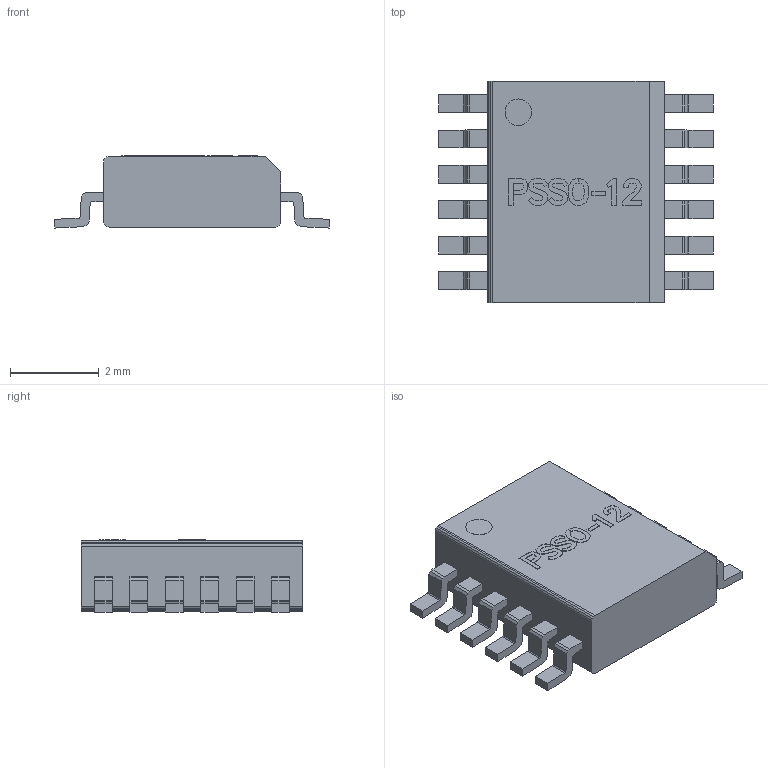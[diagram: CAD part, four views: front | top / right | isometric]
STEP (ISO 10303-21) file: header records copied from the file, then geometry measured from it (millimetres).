
FILE_DESCRIPTION (( 'STEP AP214' ), '1' );
FILE_NAME ('User Library-PSSO-12.STEP', '2010-10-19T00:36:08', ( 'sysAdmin' ), ( 'SolidWorks' ), 'SwSTEP 2.0', 'SolidWorks 2010', '' );
FILE_SCHEMA (( 'AUTOMOTIVE_DESIGN' ));
Length unit declared in the file: millimetre
Products named in the file (32): User Library-PSSO-12_Board_6; User Library-PSSO-12_PAD_1; User Library-PSSO-12_BODY_1; User Library-PSSO-12_Extruded_9; User Library-PSSO-12_457752272_1; User Library-PSSO-12_Free-Models_6; User Library-PSSO-12_Free-Models_5; User Library-PSSO-12_Board_5; User Library-PSSO-12_Cylinder_1; User Library-PSSO-12_457520080_1; User Library-PSSO-12_Extruded_17; User Library-PSSO-12_457752400_1; User Library-PSSO-12_Extruded_12; User Library-PSSO-12_457752144_1; User Library-PSSO-12_Extruded_16; User Library-PSSO-12_457752016_1; User Library-PSSO-12_Extruded_15; User Library-PSSO-12_Extruded_13; User Library-PSSO-12_457755344_1; User Library-PSSO-12_Extruded_11; User Library-PSSO-12_457751888_1; User Library-PSSO-12_Extruded_14; User Library-PSSO-12_457755216_1; User Library-PSSO-12_491962320_1; User Library-PSSO-12_431734608_1; User Library-PSSO-12_Extruded_10; User Library-PSSO-12_PIN_1; User Library-PSSO-12_Free-Models_7; User Library-PSSO-12_Board_7; User Library-PSSO-12_Free-Models_4; User Library-PSSO-12_Board_4; User Library-PSSO-12
Assembly tree (43 placements, depth 6):
  User Library-PSSO-12
    User Library-PSSO-12_Free-Models_4
      User Library-PSSO-12_PIN_1  x12
        User Library-PSSO-12_Board_7
        User Library-PSSO-12_Free-Models_7
          User Library-PSSO-12_491962320_1
            User Library-PSSO-12_Extruded_11
      User Library-PSSO-12_457752016_1
        User Library-PSSO-12_Extruded_16
      User Library-PSSO-12_457755344_1
        User Library-PSSO-12_Extruded_13
      User Library-PSSO-12_BODY_1
        User Library-PSSO-12_Board_6
        User Library-PSSO-12_Free-Models_6
          User Library-PSSO-12_431734608_1
            User Library-PSSO-12_Extruded_10
      User Library-PSSO-12_457755216_1
        User Library-PSSO-12_Extruded_14
      User Library-PSSO-12_457751888_1
        User Library-PSSO-12_Extruded_15
      User Library-PSSO-12_457520080_1
        User Library-PSSO-12_Cylinder_1
      User Library-PSSO-12_457752144_1  x2
        User Library-PSSO-12_Extruded_12
      User Library-PSSO-12_PAD_1
        User Library-PSSO-12_Free-Models_5
          User Library-PSSO-12_457752272_1
            User Library-PSSO-12_Extruded_9
        User Library-PSSO-12_Board_5
      User Library-PSSO-12_457752400_1
        User Library-PSSO-12_Extruded_17
    User Library-PSSO-12_Board_4
Bounding box: 6.2 x 5 x 1.63 mm (x, y, z)
Volume: 41.8 mm3; surface area: 127.1 mm2
Topology: 36 solids, 38 shells, 551 faces, 1434 edges, 956 vertices
Faces by surface type: plane 549, cylinder 2
Entity records: 10650 total; most frequent: CARTESIAN_POINT 1303, ORIENTED_EDGE 1208, DIRECTION 1196, EDGE_CURVE 606, LINE 602, VECTOR 602, VERTEX_POINT 404, AXIS2_PLACEMENT_3D 297
